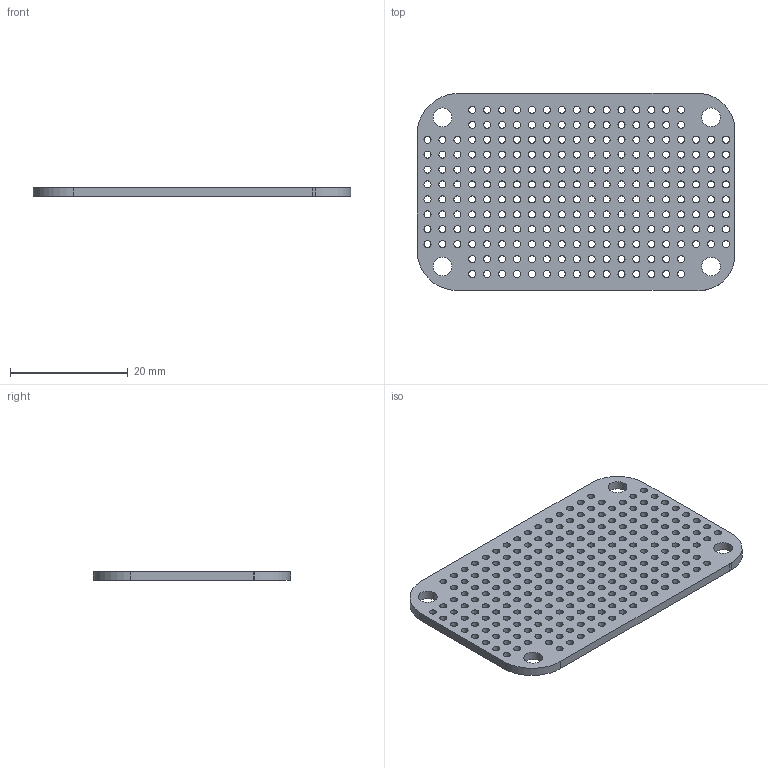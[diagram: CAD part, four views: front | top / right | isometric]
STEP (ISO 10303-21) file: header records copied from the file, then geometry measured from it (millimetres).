
FILE_DESCRIPTION(/* description */ (''),/* implementation_level */ '2;1');
FILE_NAME(/* name */ 'adafruit permaproto smalls.step',/* time_stamp */ '2020-12-06T11:56:52-05:00',/* author */ (''),/* organization */ (''),/* preprocessor_version */ 'ST-DEVELOPER v18.1',/* originating_system */ 'Autodesk Translation Framework v9.3.0.1241',/* authorisation */ '');
FILE_SCHEMA (('AUTOMOTIVE_DESIGN { 1 0 10303 214 3 1 1 }'));
Length unit declared in the file: millimetre
Products named in the file (4): adafruit permaproto smalls; Board; Packages; ALTOIDSSMALLS
Assembly tree (3 placements, depth 3):
  adafruit permaproto smalls
    Board
    Packages
      ALTOIDSSMALLS
Bounding box: 54.1 x 33.55 x 1.5 mm (x, y, z)
Volume: 2230.5 mm3; surface area: 4569.6 mm2
Topology: 1 solids, 1 shells, 246 faces, 732 edges, 488 vertices
Faces by surface type: cylinder 236, plane 10
Full cylindrical faces by diameter (mm): 1.2 x228, 3.2 x4
Entity records: 9596 total; most frequent: DIRECTION 1712, CARTESIAN_POINT 1474, ORIENTED_EDGE 1464, EDGE_CURVE 732, AXIS2_PLACEMENT_3D 726, EDGE_LOOP 710, VERTEX_POINT 488, CIRCLE 472
